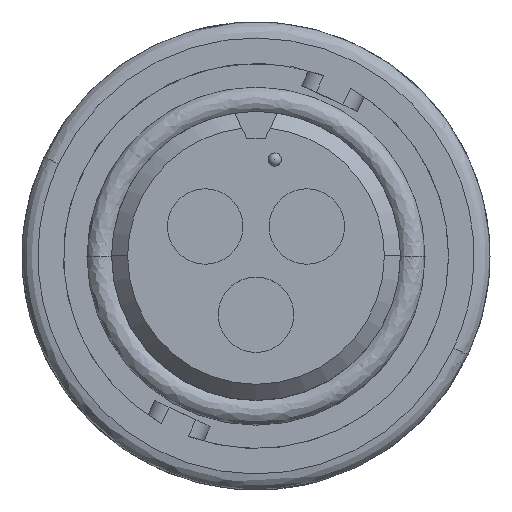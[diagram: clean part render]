
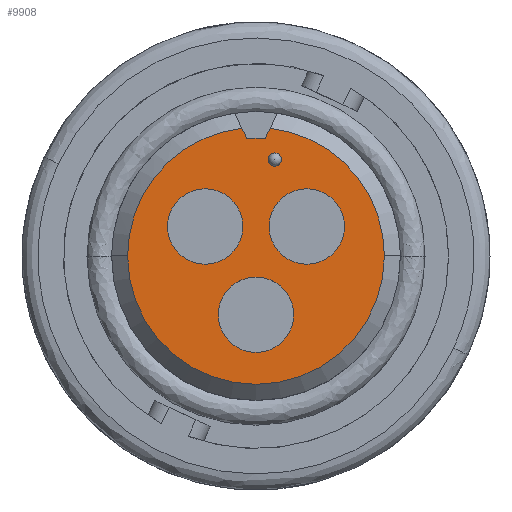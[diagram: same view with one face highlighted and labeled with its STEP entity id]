
A CAD part, top view. The second image highlights one B-rep face of the part: STEP entity #9908.
In plain terms, the highlighted planar face has unit normal (0, 0, 1).
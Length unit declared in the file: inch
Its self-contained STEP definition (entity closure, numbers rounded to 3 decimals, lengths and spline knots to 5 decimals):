
#229 = CIRCLE ( 'NONE', #13057, 0.0705 ) ;
#231 = CIRCLE ( 'NONE', #13061, 0.23997 ) ;
#232 = CIRCLE ( 'NONE', #13065, 0.0125 ) ;
#234 = CIRCLE ( 'NONE', #13069, 0.0125 ) ;
#235 = CIRCLE ( 'NONE', #13067, 0.0705 ) ;
#236 = CIRCLE ( 'NONE', #13072, 0.0705 ) ;
#237 = CIRCLE ( 'NONE', #13075, 0.0705 ) ;
#240 = CIRCLE ( 'NONE', #13080, 0.0705 ) ;
#241 = CIRCLE ( 'NONE', #13078, 0.0705 ) ;
#315 = CIRCLE ( 'NONE', #13310, 0.23997 ) ;
#328 = CIRCLE ( 'NONE', #13331, 0.23997 ) ;
#2173 = EDGE_LOOP ( 'NONE', ( #14186, #14144 ) ) ;
#2174 = EDGE_LOOP ( 'NONE', ( #13978, #14200 ) ) ;
#2175 = EDGE_LOOP ( 'NONE', ( #14148, #14097 ) ) ;
#2194 = EDGE_LOOP ( 'NONE', ( #14153, #14150 ) ) ;
#2195 = EDGE_LOOP ( 'NONE', ( #14256, #14190, #14154, #14050, #14169, #14011 ) ) ;
#4616 = CARTESIAN_POINT ( 'NONE',  ( 0.095, 0.055, 0. ) ) ;
#4617 = DIRECTION ( 'NONE',  ( 0., 0., 1. ) ) ;
#4618 = DIRECTION ( 'NONE',  ( -1., 0., 0. ) ) ;
#4622 = CARTESIAN_POINT ( 'NONE',  ( 0., 0., 0. ) ) ;
#4623 = DIRECTION ( 'NONE',  ( 0., 0., 1. ) ) ;
#4624 = DIRECTION ( 'NONE',  ( -1., 0., 0. ) ) ;
#4625 = CARTESIAN_POINT ( 'NONE',  ( 0.035, 0.18, 0. ) ) ;
#4629 = LINE ( 'NONE', #4630, #13063 ) ;
#4630 = CARTESIAN_POINT ( 'NONE',  ( -0.07126, 0.03399, 0. ) ) ;
#4631 = DIRECTION ( 'NONE',  ( -0.431, -0.903, 0. ) ) ;
#4638 = DIRECTION ( 'NONE',  ( 0., 0., 1. ) ) ;
#4639 = DIRECTION ( 'NONE',  ( -1., 0., 0. ) ) ;
#4645 = LINE ( 'NONE', #4646, #13068 ) ;
#4646 = CARTESIAN_POINT ( 'NONE',  ( -0.02581, 0.22, 0. ) ) ;
#4647 = DIRECTION ( 'NONE',  ( 1., 0., 0. ) ) ;
#4650 = CARTESIAN_POINT ( 'NONE',  ( 0.035, 0.18, 0. ) ) ;
#4651 = DIRECTION ( 'NONE',  ( 0., 0., 1. ) ) ;
#4652 = DIRECTION ( 'NONE',  ( -1., 0., 0. ) ) ;
#4653 = CARTESIAN_POINT ( 'NONE',  ( 0., -0.11, 0. ) ) ;
#4657 = DIRECTION ( 'NONE',  ( 0., 0., 1. ) ) ;
#4658 = DIRECTION ( 'NONE',  ( -1., 0., 0. ) ) ;
#4659 = CARTESIAN_POINT ( 'NONE',  ( -0.095, 0.055, 0. ) ) ;
#4663 = DIRECTION ( 'NONE',  ( 0., 0., 1. ) ) ;
#4664 = DIRECTION ( 'NONE',  ( -1., 0., 0. ) ) ;
#4665 = CARTESIAN_POINT ( 'NONE',  ( -0.095, 0.055, 0. ) ) ;
#4678 = DIRECTION ( 'NONE',  ( 0., 0., 1. ) ) ;
#4679 = DIRECTION ( 'NONE',  ( -1., 0., 0. ) ) ;
#4684 = LINE ( 'NONE', #4685, #13081 ) ;
#4685 = CARTESIAN_POINT ( 'NONE',  ( 0.07126, 0.03399, 0. ) ) ;
#4686 = DIRECTION ( 'NONE',  ( -0.431, 0.903, 0. ) ) ;
#4695 = CARTESIAN_POINT ( 'NONE',  ( 0.095, 0.055, 0. ) ) ;
#4696 = DIRECTION ( 'NONE',  ( 0., 0., 1. ) ) ;
#4697 = DIRECTION ( 'NONE',  ( -1., 0., 0. ) ) ;
#4698 = CARTESIAN_POINT ( 'NONE',  ( 0., -0.11, 0. ) ) ;
#4699 = DIRECTION ( 'NONE',  ( 0., 0., 1. ) ) ;
#4700 = DIRECTION ( 'NONE',  ( -1., 0., 0. ) ) ;
#5760 = PLANE ( 'NONE',  #13207 ) ;
#5761 = CARTESIAN_POINT ( 'NONE',  ( 0., 0., 0. ) ) ;
#5762 = DIRECTION ( 'NONE',  ( 0., 0., -1. ) ) ;
#5763 = DIRECTION ( 'NONE',  ( -1., 0., 0. ) ) ;
#7039 = CARTESIAN_POINT ( 'NONE',  ( 0., 0., 0. ) ) ;
#7040 = DIRECTION ( 'NONE',  ( 0., 0., 1. ) ) ;
#7041 = DIRECTION ( 'NONE',  ( -1., 0., 0. ) ) ;
#7092 = CARTESIAN_POINT ( 'NONE',  ( 0., 0., 0. ) ) ;
#7093 = DIRECTION ( 'NONE',  ( 0., 0., 1. ) ) ;
#7094 = DIRECTION ( 'NONE',  ( -1., 0., 0. ) ) ;
#9689 = EDGE_CURVE ( 'NONE', #12648, #12657, #229, .T. ) ;
#9691 = EDGE_CURVE ( 'NONE', #12673, #12691, #231, .T. ) ;
#9693 = EDGE_CURVE ( 'NONE', #12604, #12721, #4629, .T. ) ;
#9696 = EDGE_CURVE ( 'NONE', #12659, #12602, #232, .T. ) ;
#9698 = EDGE_CURVE ( 'NONE', #12658, #12721, #4645, .T. ) ;
#9700 = EDGE_CURVE ( 'NONE', #12602, #12659, #234, .T. ) ;
#9702 = EDGE_CURVE ( 'NONE', #12597, #12630, #235, .T. ) ;
#9704 = EDGE_CURVE ( 'NONE', #12645, #12722, #236, .T. ) ;
#9709 = EDGE_CURVE ( 'NONE', #12722, #12645, #237, .T. ) ;
#9711 = EDGE_CURVE ( 'NONE', #12658, #12673, #4684, .T. ) ;
#9715 = EDGE_CURVE ( 'NONE', #12657, #12648, #240, .T. ) ;
#9716 = EDGE_CURVE ( 'NONE', #12630, #12597, #241, .T. ) ;
#9908 = ADVANCED_FACE ( 'NONE', ( #13203, #13206, #13209, #13211, #13213 ), #5760, .F. ) ;
#10036 = EDGE_CURVE ( 'NONE', #12711, #12604, #315, .T. ) ;
#10053 = EDGE_CURVE ( 'NONE', #12691, #12711, #328, .T. ) ;
#11736 = CARTESIAN_POINT ( 'NONE',  ( 0.0705, -0.11, 0. ) ) ;
#11740 = CARTESIAN_POINT ( 'NONE',  ( 0.0475, 0.18, 0. ) ) ;
#11742 = CARTESIAN_POINT ( 'NONE',  ( 0.0263, 0.23852, 0. ) ) ;
#11757 = CARTESIAN_POINT ( 'NONE',  ( -0.0705, -0.11, 0. ) ) ;
#11772 = CARTESIAN_POINT ( 'NONE',  ( -0.1655, 0.055, 0. ) ) ;
#11775 = CARTESIAN_POINT ( 'NONE',  ( 0.1655, 0.055, 0. ) ) ;
#11784 = CARTESIAN_POINT ( 'NONE',  ( 0.0245, 0.055, 0. ) ) ;
#11785 = CARTESIAN_POINT ( 'NONE',  ( -0.01747, 0.22, 0. ) ) ;
#11786 = CARTESIAN_POINT ( 'NONE',  ( 0.0225, 0.18, 0. ) ) ;
#11800 = CARTESIAN_POINT ( 'NONE',  ( -0.0263, 0.23852, 0. ) ) ;
#11818 = CARTESIAN_POINT ( 'NONE',  ( -0.23997, 0., 0. ) ) ;
#11838 = CARTESIAN_POINT ( 'NONE',  ( 0.23997, 0., 0. ) ) ;
#11845 = CARTESIAN_POINT ( 'NONE',  ( 0.01747, 0.22, 0. ) ) ;
#11846 = CARTESIAN_POINT ( 'NONE',  ( -0.0245, 0.055, 0. ) ) ;
#12597 = VERTEX_POINT ( 'NONE', #11736 ) ;
#12602 = VERTEX_POINT ( 'NONE', #11740 ) ;
#12604 = VERTEX_POINT ( 'NONE', #11742 ) ;
#12630 = VERTEX_POINT ( 'NONE', #11757 ) ;
#12645 = VERTEX_POINT ( 'NONE', #11772 ) ;
#12648 = VERTEX_POINT ( 'NONE', #11775 ) ;
#12657 = VERTEX_POINT ( 'NONE', #11784 ) ;
#12658 = VERTEX_POINT ( 'NONE', #11785 ) ;
#12659 = VERTEX_POINT ( 'NONE', #11786 ) ;
#12673 = VERTEX_POINT ( 'NONE', #11800 ) ;
#12691 = VERTEX_POINT ( 'NONE', #11818 ) ;
#12711 = VERTEX_POINT ( 'NONE', #11838 ) ;
#12721 = VERTEX_POINT ( 'NONE', #11845 ) ;
#12722 = VERTEX_POINT ( 'NONE', #11846 ) ;
#13057 = AXIS2_PLACEMENT_3D ( 'NONE', #4616, #4617, #4618 ) ;
#13061 = AXIS2_PLACEMENT_3D ( 'NONE', #4622, #4623, #4624 ) ;
#13063 = VECTOR ( 'NONE', #4631, 39.37008 ) ;
#13065 = AXIS2_PLACEMENT_3D ( 'NONE', #4625, #4638, #4639 ) ;
#13067 = AXIS2_PLACEMENT_3D ( 'NONE', #4653, #4657, #4658 ) ;
#13068 = VECTOR ( 'NONE', #4647, 39.37008 ) ;
#13069 = AXIS2_PLACEMENT_3D ( 'NONE', #4650, #4651, #4652 ) ;
#13072 = AXIS2_PLACEMENT_3D ( 'NONE', #4659, #4663, #4664 ) ;
#13075 = AXIS2_PLACEMENT_3D ( 'NONE', #4665, #4678, #4679 ) ;
#13078 = AXIS2_PLACEMENT_3D ( 'NONE', #4698, #4699, #4700 ) ;
#13080 = AXIS2_PLACEMENT_3D ( 'NONE', #4695, #4696, #4697 ) ;
#13081 = VECTOR ( 'NONE', #4686, 39.37008 ) ;
#13203 = FACE_OUTER_BOUND ( 'NONE', #2195, .T. ) ;
#13206 = FACE_BOUND ( 'NONE', #2194, .T. ) ;
#13207 = AXIS2_PLACEMENT_3D ( 'NONE', #5761, #5762, #5763 ) ;
#13209 = FACE_BOUND ( 'NONE', #2174, .T. ) ;
#13211 = FACE_BOUND ( 'NONE', #2173, .T. ) ;
#13213 = FACE_BOUND ( 'NONE', #2175, .T. ) ;
#13310 = AXIS2_PLACEMENT_3D ( 'NONE', #7039, #7040, #7041 ) ;
#13331 = AXIS2_PLACEMENT_3D ( 'NONE', #7092, #7093, #7094 ) ;
#13978 = ORIENTED_EDGE ( 'NONE', *, *, #9716, .F. ) ;
#14011 = ORIENTED_EDGE ( 'NONE', *, *, #9698, .F. ) ;
#14050 = ORIENTED_EDGE ( 'NONE', *, *, #10036, .T. ) ;
#14097 = ORIENTED_EDGE ( 'NONE', *, *, #9700, .F. ) ;
#14144 = ORIENTED_EDGE ( 'NONE', *, *, #9689, .F. ) ;
#14148 = ORIENTED_EDGE ( 'NONE', *, *, #9696, .F. ) ;
#14150 = ORIENTED_EDGE ( 'NONE', *, *, #9709, .F. ) ;
#14153 = ORIENTED_EDGE ( 'NONE', *, *, #9704, .F. ) ;
#14154 = ORIENTED_EDGE ( 'NONE', *, *, #10053, .T. ) ;
#14169 = ORIENTED_EDGE ( 'NONE', *, *, #9693, .T. ) ;
#14186 = ORIENTED_EDGE ( 'NONE', *, *, #9715, .F. ) ;
#14190 = ORIENTED_EDGE ( 'NONE', *, *, #9691, .T. ) ;
#14200 = ORIENTED_EDGE ( 'NONE', *, *, #9702, .F. ) ;
#14256 = ORIENTED_EDGE ( 'NONE', *, *, #9711, .T. ) ;
